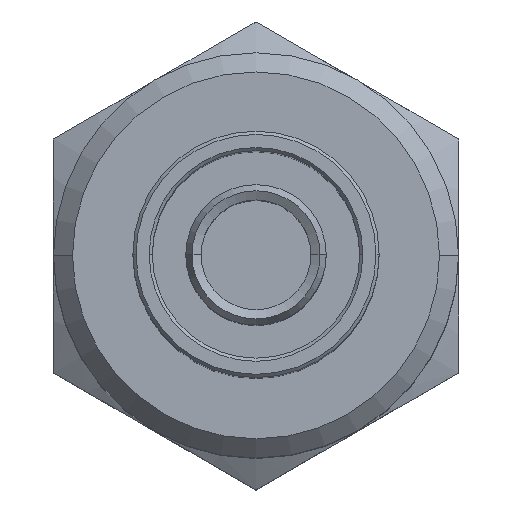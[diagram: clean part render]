
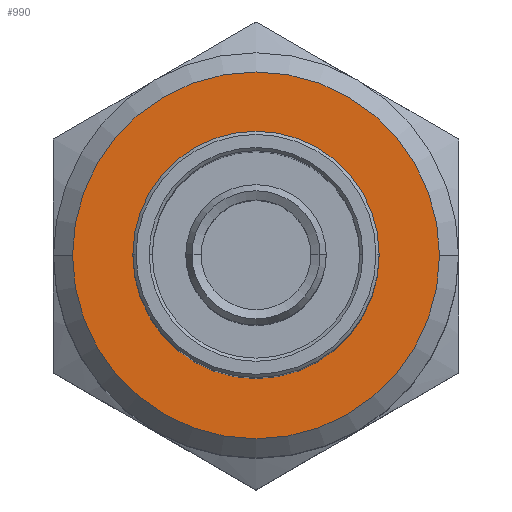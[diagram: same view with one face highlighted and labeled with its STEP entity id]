
A CAD part, top view. The second image highlights one B-rep face of the part: STEP entity #990.
In plain terms, the highlighted planar face has unit normal (0, 0, 1).
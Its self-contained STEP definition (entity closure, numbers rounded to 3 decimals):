
#128 = DIRECTION ( 'NONE',  ( 0., 0., -1. ) ) ;
#182 = CARTESIAN_POINT ( 'NONE',  ( -2.875, 0., -9. ) ) ;
#253 = FACE_BOUND ( 'NONE', #670, .T. ) ;
#331 = CIRCLE ( 'NONE', #1145, 2.875 ) ;
#338 = CARTESIAN_POINT ( 'NONE',  ( -1.93, 0., -9. ) ) ;
#415 = AXIS2_PLACEMENT_3D ( 'NONE', #2168, #2149, #2567 ) ;
#451 = DIRECTION ( 'NONE',  ( 0., 0., -1. ) ) ;
#518 = DIRECTION ( 'NONE',  ( 0., 0., 1. ) ) ;
#535 = CARTESIAN_POINT ( 'NONE',  ( 1.93, 0., -9. ) ) ;
#670 = EDGE_LOOP ( 'NONE', ( #1209, #2732 ) ) ;
#821 = EDGE_CURVE ( 'NONE', #2163, #1843, #1830, .T. ) ;
#822 = AXIS2_PLACEMENT_3D ( 'NONE', #2092, #128, #2273 ) ;
#869 = EDGE_LOOP ( 'NONE', ( #978, #2305 ) ) ;
#964 = VERTEX_POINT ( 'NONE', #182 ) ;
#978 = ORIENTED_EDGE ( 'NONE', *, *, #2293, .T. ) ;
#990 = ADVANCED_FACE ( 'NONE', ( #253, #2013 ), #1338, .T. ) ;
#1078 = DIRECTION ( 'NONE',  ( 0., 0., 1. ) ) ;
#1091 = DIRECTION ( 'NONE',  ( 1., 0., 0. ) ) ;
#1145 = AXIS2_PLACEMENT_3D ( 'NONE', #2145, #1078, #1091 ) ;
#1196 = CIRCLE ( 'NONE', #2069, 2.875 ) ;
#1209 = ORIENTED_EDGE ( 'NONE', *, *, #821, .T. ) ;
#1338 = PLANE ( 'NONE',  #415 ) ;
#1747 = CARTESIAN_POINT ( 'NONE',  ( 0., 0., -9. ) ) ;
#1830 = CIRCLE ( 'NONE', #822, 1.93 ) ;
#1839 = CIRCLE ( 'NONE', #2481, 1.93 ) ;
#1843 = VERTEX_POINT ( 'NONE', #535 ) ;
#1918 = DIRECTION ( 'NONE',  ( -1., 0., 0. ) ) ;
#1960 = EDGE_CURVE ( 'NONE', #1843, #2163, #1839, .T. ) ;
#2013 = FACE_OUTER_BOUND ( 'NONE', #869, .T. ) ;
#2050 = CARTESIAN_POINT ( 'NONE',  ( 2.875, 0., -9. ) ) ;
#2069 = AXIS2_PLACEMENT_3D ( 'NONE', #2484, #518, #2326 ) ;
#2092 = CARTESIAN_POINT ( 'NONE',  ( 0., 0., -9. ) ) ;
#2145 = CARTESIAN_POINT ( 'NONE',  ( 0., 0., -9. ) ) ;
#2149 = DIRECTION ( 'NONE',  ( 0., 0., 1. ) ) ;
#2163 = VERTEX_POINT ( 'NONE', #338 ) ;
#2168 = CARTESIAN_POINT ( 'NONE',  ( 0., 3.175, -9. ) ) ;
#2273 = DIRECTION ( 'NONE',  ( -1., 0., 0. ) ) ;
#2293 = EDGE_CURVE ( 'NONE', #964, #2641, #331, .T. ) ;
#2305 = ORIENTED_EDGE ( 'NONE', *, *, #2561, .T. ) ;
#2326 = DIRECTION ( 'NONE',  ( 1., 0., 0. ) ) ;
#2481 = AXIS2_PLACEMENT_3D ( 'NONE', #1747, #451, #1918 ) ;
#2484 = CARTESIAN_POINT ( 'NONE',  ( 0., 0., -9. ) ) ;
#2561 = EDGE_CURVE ( 'NONE', #2641, #964, #1196, .T. ) ;
#2567 = DIRECTION ( 'NONE',  ( 1., 0., 0. ) ) ;
#2641 = VERTEX_POINT ( 'NONE', #2050 ) ;
#2732 = ORIENTED_EDGE ( 'NONE', *, *, #1960, .T. ) ;
